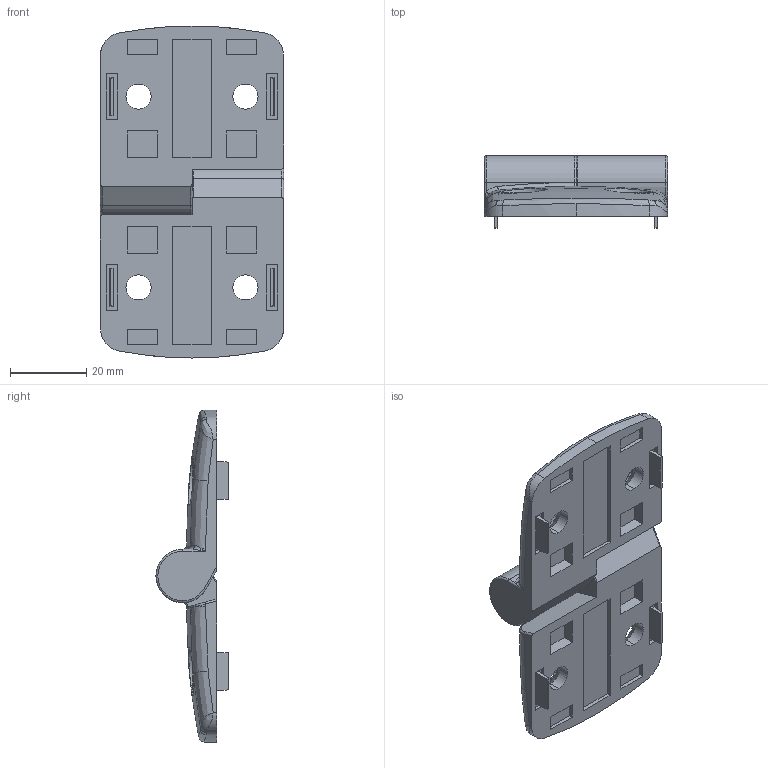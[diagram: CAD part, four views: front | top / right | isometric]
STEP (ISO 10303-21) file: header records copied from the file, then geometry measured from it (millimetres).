
FILE_DESCRIPTION (( 'STEP AP203' ), '1' );
FILE_NAME ('151263.step', '2021-06-08T10:57:23', ( '' ), ( '' ), 'SwSTEP 2.0', 'SolidWorks 2021', '' );
FILE_SCHEMA (( 'CONFIG_CONTROL_DESIGN' ));
Length unit declared in the file: millimetre
Products named in the file (1): 151263
Bounding box: 48 x 18.9 x 87 mm (x, y, z)
Volume: 27012 mm3; surface area: 13727.9 mm2
Topology: 3 solids, 3 shells, 218 faces, 534 edges, 334 vertices
Faces by surface type: plane 110, cylinder 46, bspline 36, torus 14, cone 12
Entity records: 8371 total; most frequent: CARTESIAN_POINT 3481, ORIENTED_EDGE 1056, DIRECTION 884, EDGE_CURVE 528, VERTEX_POINT 334, VECTOR 298, LINE 298, AXIS2_PLACEMENT_3D 293
